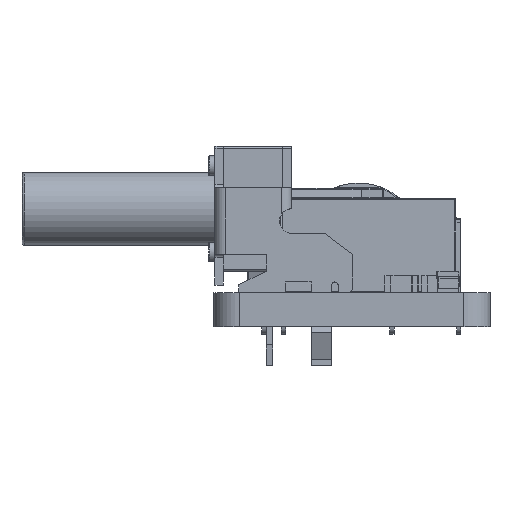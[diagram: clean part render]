
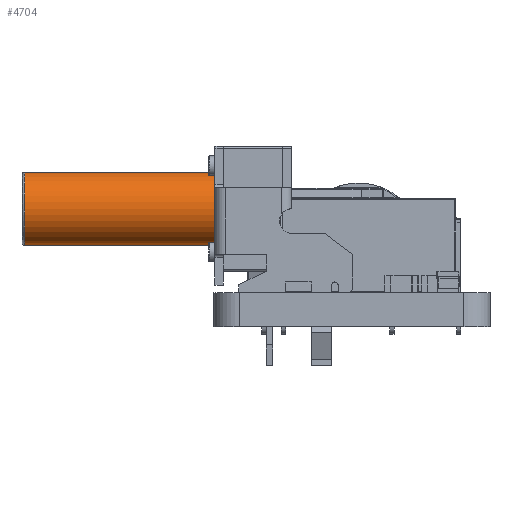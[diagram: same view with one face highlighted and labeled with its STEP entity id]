
A CAD part, left-side view. The second image highlights one B-rep face of the part: STEP entity #4704.
In plain terms, the highlighted cylindrical face has radius 1.753 mm (diameter 3.505 mm), a full revolution.
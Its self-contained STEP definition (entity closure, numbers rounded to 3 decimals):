
#4691 = EDGE_CURVE('',#4692,#4692,#4694,.T.);
#4692 = VERTEX_POINT('',#4693);
#4693 = CARTESIAN_POINT('',(0.,-2.616,5.766));
#4694 = CIRCLE('',#4695,1.753);
#4695 = AXIS2_PLACEMENT_3D('',#4696,#4697,#4698);
#4696 = CARTESIAN_POINT('',(0.,-2.616,4.013));
#4697 = DIRECTION('',(0.,-1.,0.));
#4698 = DIRECTION('',(0.,0.,-1.));
#4704 = ADVANCED_FACE('',(#4705),#4724,.T.);
#4705 = FACE_BOUND('',#4706,.T.);
#4706 = EDGE_LOOP('',(#4707,#4708,#4716,#4723));
#4707 = ORIENTED_EDGE('',*,*,#4691,.T.);
#4708 = ORIENTED_EDGE('',*,*,#4709,.T.);
#4709 = EDGE_CURVE('',#4692,#4710,#4712,.T.);
#4710 = VERTEX_POINT('',#4711);
#4711 = CARTESIAN_POINT('',(0.,-11.735,5.766));
#4712 = LINE('',#4713,#4714);
#4713 = CARTESIAN_POINT('',(0.,-12.344,5.766));
#4714 = VECTOR('',#4715,1.);
#4715 = DIRECTION('',(0.,-1.,0.));
#4716 = ORIENTED_EDGE('',*,*,#4717,.T.);
#4717 = EDGE_CURVE('',#4710,#4710,#4718,.T.);
#4718 = CIRCLE('',#4719,1.753);
#4719 = AXIS2_PLACEMENT_3D('',#4720,#4721,#4722);
#4720 = CARTESIAN_POINT('',(0.,-11.735,4.013));
#4721 = DIRECTION('',(0.,1.,0.));
#4722 = DIRECTION('',(0.,0.,1.));
#4723 = ORIENTED_EDGE('',*,*,#4709,.F.);
#4724 = CYLINDRICAL_SURFACE('',#4725,1.753);
#4725 = AXIS2_PLACEMENT_3D('',#4726,#4727,#4728);
#4726 = CARTESIAN_POINT('',(0.,-12.344,4.013));
#4727 = DIRECTION('',(0.,1.,0.));
#4728 = DIRECTION('',(0.,0.,-1.));
